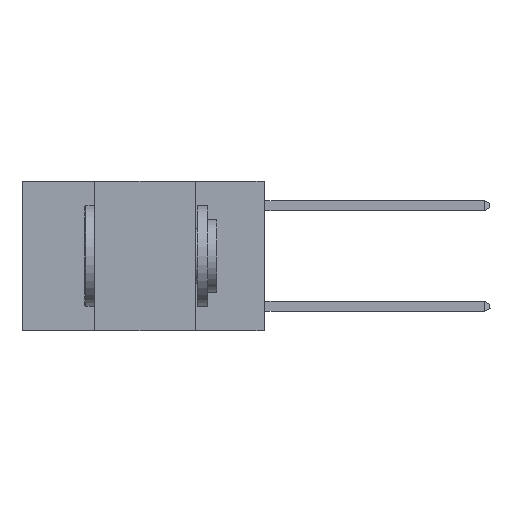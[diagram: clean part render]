
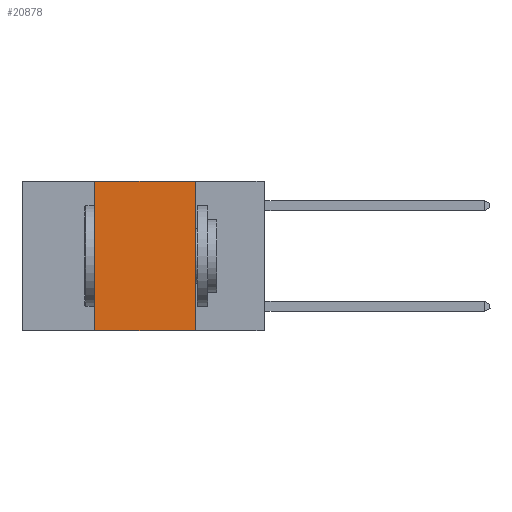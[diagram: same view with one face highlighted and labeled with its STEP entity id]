
A CAD part, left-side view. The second image highlights one B-rep face of the part: STEP entity #20878.
In plain terms, the highlighted planar face has unit normal (-1, 0, 0).
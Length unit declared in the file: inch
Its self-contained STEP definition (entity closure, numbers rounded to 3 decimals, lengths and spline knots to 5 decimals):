
#35 = VERTEX_POINT ( 'NONE', #1876 ) ;
#878 = DIRECTION ( 'NONE',  ( 0., -1., 0. ) ) ;
#1295 = VERTEX_POINT ( 'NONE', #4182 ) ;
#1535 = EDGE_CURVE ( 'NONE', #1295, #35, #7592, .T. ) ;
#1590 = ORIENTED_EDGE ( 'NONE', *, *, #1535, .T. ) ;
#1876 = CARTESIAN_POINT ( 'NONE',  ( 0., 0.17, -0.37 ) ) ;
#1966 = ORIENTED_EDGE ( 'NONE', *, *, #20617, .F. ) ;
#2852 = EDGE_CURVE ( 'NONE', #15064, #20116, #15783, .T. ) ;
#3872 = ORIENTED_EDGE ( 'NONE', *, *, #18634, .F. ) ;
#4182 = CARTESIAN_POINT ( 'NONE',  ( 0., 0.42, -0.37 ) ) ;
#4731 = DIRECTION ( 'NONE',  ( 0., 0., -1. ) ) ;
#5427 = CARTESIAN_POINT ( 'NONE',  ( 0., 0.17, 0. ) ) ;
#7175 = VECTOR ( 'NONE', #878, 39.37008 ) ;
#7592 = LINE ( 'NONE', #19685, #7175 ) ;
#8845 = DIRECTION ( 'NONE',  ( 1., 0., 0. ) ) ;
#8907 = LINE ( 'NONE', #5427, #14383 ) ;
#9057 = CARTESIAN_POINT ( 'NONE',  ( 0., 0.6, 0. ) ) ;
#9325 = DIRECTION ( 'NONE',  ( 0., -1., 0. ) ) ;
#9637 = AXIS2_PLACEMENT_3D ( 'NONE', #19285, #8845, #4731 ) ;
#9896 = ORIENTED_EDGE ( 'NONE', *, *, #2852, .F. ) ;
#11577 = DIRECTION ( 'NONE',  ( 0., 0., -1. ) ) ;
#11857 = LINE ( 'NONE', #26037, #12241 ) ;
#12241 = VECTOR ( 'NONE', #17795, 39.37008 ) ;
#12672 = PLANE ( 'NONE',  #9637 ) ;
#14383 = VECTOR ( 'NONE', #11577, 39.37008 ) ;
#15064 = VERTEX_POINT ( 'NONE', #17873 ) ;
#15783 = LINE ( 'NONE', #9057, #17754 ) ;
#17754 = VECTOR ( 'NONE', #9325, 39.37008 ) ;
#17795 = DIRECTION ( 'NONE',  ( 0., 0., 1. ) ) ;
#17873 = CARTESIAN_POINT ( 'NONE',  ( 0., 0.42, 0. ) ) ;
#18634 = EDGE_CURVE ( 'NONE', #20116, #35, #8907, .T. ) ;
#19285 = CARTESIAN_POINT ( 'NONE',  ( 0., 0.6, 0. ) ) ;
#19685 = CARTESIAN_POINT ( 'NONE',  ( 0., 0.6, -0.37 ) ) ;
#20116 = VERTEX_POINT ( 'NONE', #24010 ) ;
#20617 = EDGE_CURVE ( 'NONE', #1295, #15064, #11857, .T. ) ;
#20878 = ADVANCED_FACE ( 'NONE', ( #23123 ), #12672, .F. ) ;
#23123 = FACE_OUTER_BOUND ( 'NONE', #24202, .T. ) ;
#24010 = CARTESIAN_POINT ( 'NONE',  ( 0., 0.17, 0. ) ) ;
#24202 = EDGE_LOOP ( 'NONE', ( #3872, #9896, #1966, #1590 ) ) ;
#26037 = CARTESIAN_POINT ( 'NONE',  ( 0., 0.42, 0. ) ) ;
